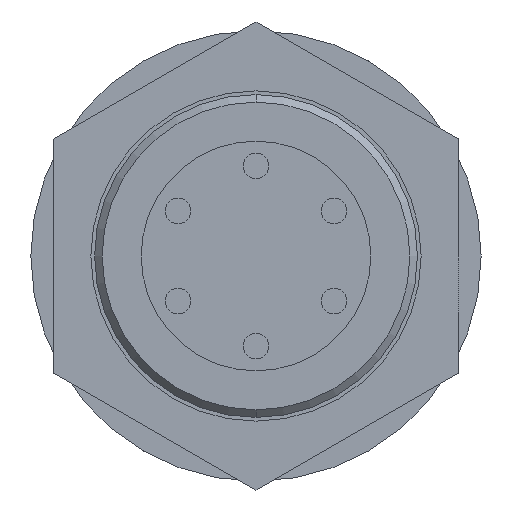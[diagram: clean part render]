
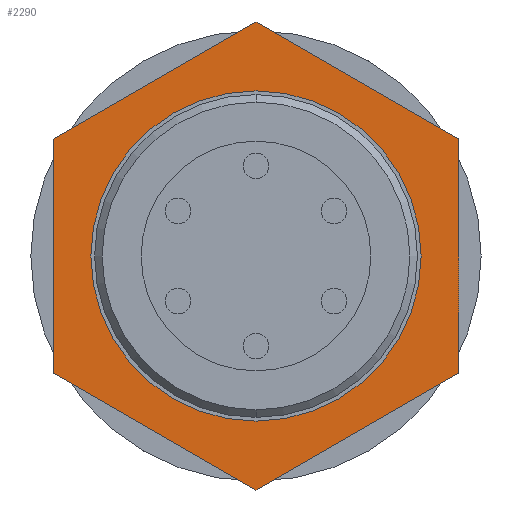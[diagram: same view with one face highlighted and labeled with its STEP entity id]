
A CAD part, front view. The second image highlights one B-rep face of the part: STEP entity #2290.
In plain terms, the highlighted planar face has unit normal (0, -1, 0).
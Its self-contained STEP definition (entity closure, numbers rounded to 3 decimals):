
#11 = CARTESIAN_POINT ( 'NONE',  ( 0., -12., -11. ) ) ;
#24 = EDGE_CURVE ( 'NONE', #1946, #655, #2398, .T. ) ;
#114 = DIRECTION ( 'NONE',  ( 0.866, 0., 0.5 ) ) ;
#173 = ORIENTED_EDGE ( 'NONE', *, *, #24, .T. ) ;
#198 = DIRECTION ( 'NONE',  ( -0.866, 0., 0.5 ) ) ;
#249 = AXIS2_PLACEMENT_3D ( 'NONE', #333, #1846, #590 ) ;
#287 = VECTOR ( 'NONE', #198, 1000. ) ;
#333 = CARTESIAN_POINT ( 'NONE',  ( 0., -12., 0. ) ) ;
#392 = CARTESIAN_POINT ( 'NONE',  ( 13.5, -12., 7.794 ) ) ;
#399 = ORIENTED_EDGE ( 'NONE', *, *, #1923, .F. ) ;
#402 = FACE_OUTER_BOUND ( 'NONE', #1507, .T. ) ;
#421 = CARTESIAN_POINT ( 'NONE',  ( 13.5, -12., -7.794 ) ) ;
#483 = DIRECTION ( 'NONE',  ( 0., 0., 1. ) ) ;
#533 = ORIENTED_EDGE ( 'NONE', *, *, #1027, .T. ) ;
#537 = CARTESIAN_POINT ( 'NONE',  ( 13.5, -12., -7.794 ) ) ;
#590 = DIRECTION ( 'NONE',  ( 0., 0., -1. ) ) ;
#614 = CARTESIAN_POINT ( 'NONE',  ( 0., -12., 15.588 ) ) ;
#616 = VERTEX_POINT ( 'NONE', #1816 ) ;
#619 = EDGE_LOOP ( 'NONE', ( #399, #779 ) ) ;
#620 = VERTEX_POINT ( 'NONE', #1917 ) ;
#628 = ORIENTED_EDGE ( 'NONE', *, *, #711, .T. ) ;
#655 = VERTEX_POINT ( 'NONE', #1228 ) ;
#682 = CARTESIAN_POINT ( 'NONE',  ( 0., -12., 11. ) ) ;
#683 = VERTEX_POINT ( 'NONE', #682 ) ;
#711 = EDGE_CURVE ( 'NONE', #791, #1946, #2026, .T. ) ;
#719 = DIRECTION ( 'NONE',  ( 0.866, 0., -0.5 ) ) ;
#743 = VERTEX_POINT ( 'NONE', #11 ) ;
#752 = VERTEX_POINT ( 'NONE', #2129 ) ;
#779 = ORIENTED_EDGE ( 'NONE', *, *, #2075, .F. ) ;
#791 = VERTEX_POINT ( 'NONE', #421 ) ;
#804 = PLANE ( 'NONE',  #1083 ) ;
#896 = DIRECTION ( 'NONE',  ( -0.866, 0., -0.5 ) ) ;
#972 = CARTESIAN_POINT ( 'NONE',  ( 0., -12., 0. ) ) ;
#1015 = ORIENTED_EDGE ( 'NONE', *, *, #2413, .T. ) ;
#1027 = EDGE_CURVE ( 'NONE', #616, #752, #1676, .T. ) ;
#1077 = DIRECTION ( 'NONE',  ( 0., 0., -1. ) ) ;
#1083 = AXIS2_PLACEMENT_3D ( 'NONE', #2500, #2161, #1077 ) ;
#1129 = DIRECTION ( 'NONE',  ( 0., 0., -1. ) ) ;
#1139 = CARTESIAN_POINT ( 'NONE',  ( -13.5, -12., -7.794 ) ) ;
#1179 = EDGE_CURVE ( 'NONE', #655, #620, #2311, .T. ) ;
#1197 = VECTOR ( 'NONE', #719, 1000. ) ;
#1222 = DIRECTION ( 'NONE',  ( 0., 0., -1. ) ) ;
#1228 = CARTESIAN_POINT ( 'NONE',  ( 0., -12., 15.588 ) ) ;
#1272 = VECTOR ( 'NONE', #1129, 1000. ) ;
#1497 = CARTESIAN_POINT ( 'NONE',  ( 13.5, -12., 7.794 ) ) ;
#1505 = CARTESIAN_POINT ( 'NONE',  ( -13.5, -12., 7.794 ) ) ;
#1507 = EDGE_LOOP ( 'NONE', ( #173, #2334, #1015, #533, #2397, #628 ) ) ;
#1511 = VECTOR ( 'NONE', #483, 1000. ) ;
#1582 = CIRCLE ( 'NONE', #2091, 11. ) ;
#1676 = LINE ( 'NONE', #1139, #1197 ) ;
#1816 = CARTESIAN_POINT ( 'NONE',  ( -13.5, -12., -7.794 ) ) ;
#1846 = DIRECTION ( 'NONE',  ( 0., -1., 0. ) ) ;
#1917 = CARTESIAN_POINT ( 'NONE',  ( -13.5, -12., 7.794 ) ) ;
#1923 = EDGE_CURVE ( 'NONE', #683, #743, #2439, .T. ) ;
#1924 = VECTOR ( 'NONE', #896, 1000. ) ;
#1946 = VERTEX_POINT ( 'NONE', #1497 ) ;
#2026 = LINE ( 'NONE', #537, #1511 ) ;
#2031 = EDGE_CURVE ( 'NONE', #752, #791, #2223, .T. ) ;
#2075 = EDGE_CURVE ( 'NONE', #743, #683, #1582, .T. ) ;
#2091 = AXIS2_PLACEMENT_3D ( 'NONE', #972, #2265, #1222 ) ;
#2129 = CARTESIAN_POINT ( 'NONE',  ( 0., -12., -15.588 ) ) ;
#2161 = DIRECTION ( 'NONE',  ( 0., -1., 0. ) ) ;
#2223 = LINE ( 'NONE', #2382, #2306 ) ;
#2265 = DIRECTION ( 'NONE',  ( 0., -1., 0. ) ) ;
#2290 = ADVANCED_FACE ( 'NONE', ( #402, #2517 ), #804, .T. ) ;
#2306 = VECTOR ( 'NONE', #114, 1000. ) ;
#2311 = LINE ( 'NONE', #614, #1924 ) ;
#2334 = ORIENTED_EDGE ( 'NONE', *, *, #1179, .T. ) ;
#2382 = CARTESIAN_POINT ( 'NONE',  ( 0., -12., -15.588 ) ) ;
#2397 = ORIENTED_EDGE ( 'NONE', *, *, #2031, .T. ) ;
#2398 = LINE ( 'NONE', #392, #287 ) ;
#2413 = EDGE_CURVE ( 'NONE', #620, #616, #2595, .T. ) ;
#2439 = CIRCLE ( 'NONE', #249, 11. ) ;
#2500 = CARTESIAN_POINT ( 'NONE',  ( 0., -12., 0. ) ) ;
#2517 = FACE_BOUND ( 'NONE', #619, .T. ) ;
#2595 = LINE ( 'NONE', #1505, #1272 ) ;
